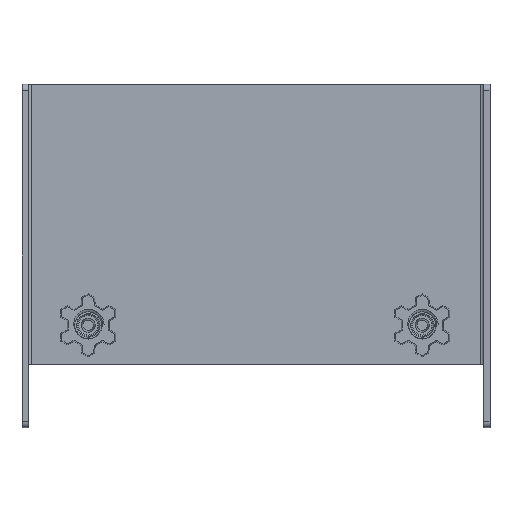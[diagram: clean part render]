
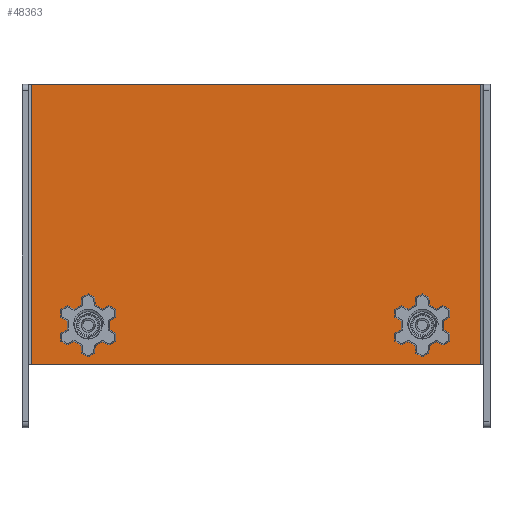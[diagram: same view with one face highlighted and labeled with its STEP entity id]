
A CAD part, front view. The second image highlights one B-rep face of the part: STEP entity #48363.
In plain terms, the highlighted planar face has unit normal (0, -1, 0).
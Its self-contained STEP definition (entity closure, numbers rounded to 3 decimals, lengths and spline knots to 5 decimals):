
#46168=DIRECTION('',(1.,0.,0.));
#46169=VECTOR('',#46168,0.1425);
#46170=CARTESIAN_POINT('',(-0.05087,0.01161,
0.05699));
#46171=LINE('',#46170,#46169);
#46729=DIRECTION('',(1.,0.,0.));
#46730=VECTOR('',#46729,0.1425);
#46731=CARTESIAN_POINT('',(-0.05087,0.01161,
-0.03201));
#46732=LINE('',#46731,#46730);
#46736=CARTESIAN_POINT('',(0.07314,0.01161,
-0.01951));
#46737=DIRECTION('',(0.,1.,0.));
#46738=DIRECTION('',(0.,0.,-1.));
#46739=AXIS2_PLACEMENT_3D('',#46736,#46737,#46738);
#46744=CARTESIAN_POINT('',(0.07314,0.01161,
-0.01951));
#46745=DIRECTION('',(0.,1.,0.));
#46746=DIRECTION('',(0.,0.,1.));
#46747=AXIS2_PLACEMENT_3D('',#46744,#46745,#46746);
#46752=CARTESIAN_POINT('',(-0.03286,0.01161,
-0.01951));
#46753=DIRECTION('',(0.,1.,0.));
#46754=DIRECTION('',(0.,0.,-1.));
#46755=AXIS2_PLACEMENT_3D('',#46752,#46753,#46754);
#46760=CARTESIAN_POINT('',(-0.03286,0.01161,
-0.01951));
#46761=DIRECTION('',(0.,1.,0.));
#46762=DIRECTION('',(0.,0.,1.));
#46763=AXIS2_PLACEMENT_3D('',#46760,#46761,#46762);
#46775=DIRECTION('',(0.,0.,1.));
#46776=VECTOR('',#46775,0.089);
#46777=CARTESIAN_POINT('',(-0.05087,0.01161,
-0.03201));
#46778=LINE('',#46777,#46776);
#46861=DIRECTION('',(0.,0.,-1.));
#46862=VECTOR('',#46861,0.089);
#46863=CARTESIAN_POINT('',(0.09163,0.01161,
0.05699));
#46864=LINE('',#46863,#46862);
#47789=CARTESIAN_POINT('',(-0.05087,0.01161,
-0.03201));
#47791=VERTEX_POINT('',#47789);
#47799=CARTESIAN_POINT('',(0.09163,0.01161,
-0.03201));
#47800=VERTEX_POINT('',#47799);
#47811=CARTESIAN_POINT('',(-0.05087,0.01161,
0.05699));
#47812=VERTEX_POINT('',#47811);
#47831=CARTESIAN_POINT('',(0.09163,0.01161,
0.05699));
#47832=VERTEX_POINT('',#47831);
#47839=CARTESIAN_POINT('',(0.07314,0.01161,
-0.02576));
#47841=VERTEX_POINT('',#47839);
#47843=CARTESIAN_POINT('',(0.07314,0.01161,
-0.01326));
#47845=VERTEX_POINT('',#47843);
#47847=CARTESIAN_POINT('',(-0.03286,0.01161,
-0.02576));
#47849=VERTEX_POINT('',#47847);
#47851=CARTESIAN_POINT('',(-0.03286,0.01161,
-0.01326));
#47853=VERTEX_POINT('',#47851);
#48339=CARTESIAN_POINT('',(-0.05187,0.01161,
-0.05201));
#48340=DIRECTION('',(0.,-1.,0.));
#48341=DIRECTION('',(0.,0.,-1.));
#48342=AXIS2_PLACEMENT_3D('',#48339,#48340,#48341);
#48343=PLANE('',#48342);
#48344=ORIENTED_EDGE('',*,*,#48160,.F.);
#48346=ORIENTED_EDGE('',*,*,#48345,.T.);
#48347=ORIENTED_EDGE('',*,*,#48058,.T.);
#48349=ORIENTED_EDGE('',*,*,#48348,.T.);
#48350=EDGE_LOOP('',(#48344,#48346,#48347,#48349));
#48351=FACE_OUTER_BOUND('',#48350,.F.);
#48352=ORIENTED_EDGE('',*,*,#48322,.F.);
#48354=ORIENTED_EDGE('',*,*,#48353,.F.);
#48355=EDGE_LOOP('',(#48352,#48354));
#48356=FACE_BOUND('',#48355,.F.);
#48358=ORIENTED_EDGE('',*,*,#48357,.F.);
#48360=ORIENTED_EDGE('',*,*,#48359,.F.);
#48361=EDGE_LOOP('',(#48358,#48360));
#48362=FACE_BOUND('',#48361,.F.);
#46740=CIRCLE('',#46739,0.00625);
#46748=CIRCLE('',#46747,0.00625);
#46756=CIRCLE('',#46755,0.00625);
#46764=CIRCLE('',#46763,0.00625);
#48058=EDGE_CURVE('',#47812,#47832,#46171,.T.);
#48160=EDGE_CURVE('',#47791,#47800,#46732,.T.);
#48322=EDGE_CURVE('',#47841,#47845,#46740,.T.);
#48345=EDGE_CURVE('',#47791,#47812,#46778,.T.);
#48348=EDGE_CURVE('',#47832,#47800,#46864,.T.);
#48353=EDGE_CURVE('',#47845,#47841,#46748,.T.);
#48357=EDGE_CURVE('',#47849,#47853,#46756,.T.);
#48359=EDGE_CURVE('',#47853,#47849,#46764,.T.);
#48363=ADVANCED_FACE('',(#48351,#48356,#48362),#48343,.T.);
